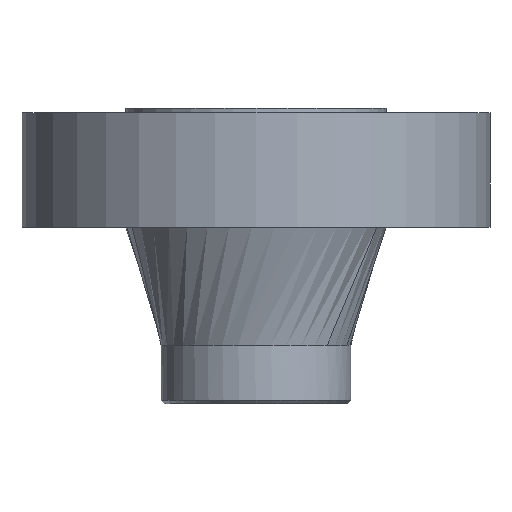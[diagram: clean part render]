
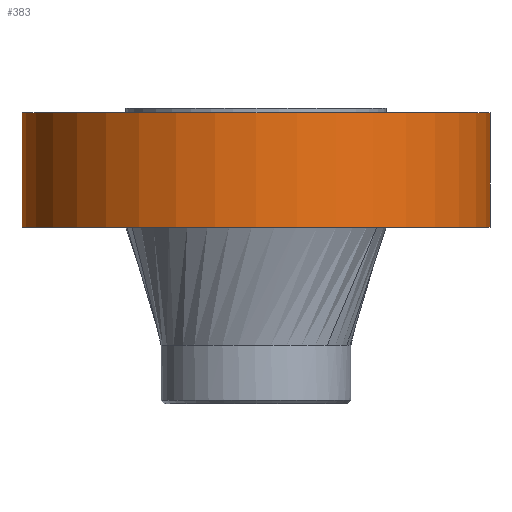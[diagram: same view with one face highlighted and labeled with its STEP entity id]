
A CAD part, front view. The second image highlights one B-rep face of the part: STEP entity #383.
In plain terms, the highlighted cylindrical face has radius 336.55 mm (diameter 673.1 mm), a partial arc.
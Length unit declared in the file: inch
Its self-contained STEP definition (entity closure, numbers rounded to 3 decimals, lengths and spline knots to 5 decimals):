
#32 = CARTESIAN_POINT ( 'NONE',  ( -13.25, 0., -43.97666 ) ) ;
#35 = EDGE_LOOP ( 'NONE', ( #988, #915, #423, #686 ) ) ;
#88 = AXIS2_PLACEMENT_3D ( 'NONE', #366, #372, #152 ) ;
#152 = DIRECTION ( 'NONE',  ( 1., 0., 0. ) ) ;
#175 = VERTEX_POINT ( 'NONE', #1057 ) ;
#341 = DIRECTION ( 'NONE',  ( 0., 0., 1. ) ) ;
#366 = CARTESIAN_POINT ( 'NONE',  ( 0., 0., 0. ) ) ;
#372 = DIRECTION ( 'NONE',  ( 0., 0., 1. ) ) ;
#383 = ADVANCED_FACE ( 'NONE', ( #1316 ), #995, .T. ) ;
#392 = VERTEX_POINT ( 'NONE', #676 ) ;
#409 = DIRECTION ( 'NONE',  ( 1., 0., 0. ) ) ;
#423 = ORIENTED_EDGE ( 'NONE', *, *, #1171, .T. ) ;
#464 = EDGE_CURVE ( 'NONE', #1275, #175, #1271, .T. ) ;
#519 = VECTOR ( 'NONE', #677, 39.37008 ) ;
#549 = LINE ( 'NONE', #1072, #1230 ) ;
#676 = CARTESIAN_POINT ( 'NONE',  ( -13.25, 0., -6.5 ) ) ;
#677 = DIRECTION ( 'NONE',  ( 0., 0., 1. ) ) ;
#686 = ORIENTED_EDGE ( 'NONE', *, *, #464, .F. ) ;
#690 = CARTESIAN_POINT ( 'NONE',  ( 13.25, 0., -6.5 ) ) ;
#763 = CARTESIAN_POINT ( 'NONE',  ( -13.25, 0., 0. ) ) ;
#785 = DIRECTION ( 'NONE',  ( 1., 0., 0. ) ) ;
#818 = EDGE_CURVE ( 'NONE', #1179, #392, #911, .T. ) ;
#911 = CIRCLE ( 'NONE', #1335, 13.25 ) ;
#915 = ORIENTED_EDGE ( 'NONE', *, *, #818, .F. ) ;
#934 = AXIS2_PLACEMENT_3D ( 'NONE', #1296, #341, #785 ) ;
#988 = ORIENTED_EDGE ( 'NONE', *, *, #1385, .F. ) ;
#995 = CYLINDRICAL_SURFACE ( 'NONE', #934, 13.25 ) ;
#1057 = CARTESIAN_POINT ( 'NONE',  ( 13.25, 0., 0. ) ) ;
#1072 = CARTESIAN_POINT ( 'NONE',  ( 13.25, 0., -43.97666 ) ) ;
#1130 = LINE ( 'NONE', #32, #519 ) ;
#1171 = EDGE_CURVE ( 'NONE', #1179, #175, #549, .T. ) ;
#1179 = VERTEX_POINT ( 'NONE', #690 ) ;
#1230 = VECTOR ( 'NONE', #1390, 39.37008 ) ;
#1271 = CIRCLE ( 'NONE', #88, 13.25 ) ;
#1275 = VERTEX_POINT ( 'NONE', #763 ) ;
#1296 = CARTESIAN_POINT ( 'NONE',  ( 0., 0., -43.97666 ) ) ;
#1316 = FACE_OUTER_BOUND ( 'NONE', #35, .T. ) ;
#1335 = AXIS2_PLACEMENT_3D ( 'NONE', #1387, #1401, #409 ) ;
#1385 = EDGE_CURVE ( 'NONE', #392, #1275, #1130, .T. ) ;
#1387 = CARTESIAN_POINT ( 'NONE',  ( 0., 0., -6.5 ) ) ;
#1390 = DIRECTION ( 'NONE',  ( 0., 0., 1. ) ) ;
#1401 = DIRECTION ( 'NONE',  ( 0., 0., -1. ) ) ;
